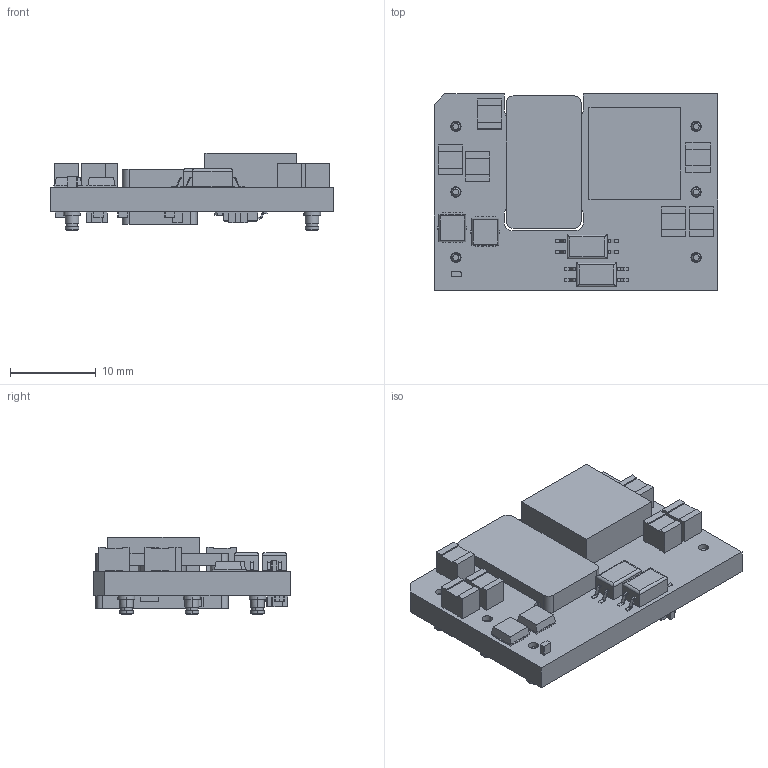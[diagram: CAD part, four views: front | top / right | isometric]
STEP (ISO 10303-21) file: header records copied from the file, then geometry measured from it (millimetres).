
FILE_DESCRIPTION(('Creo Elements/Direct Modeling STEP Export'),'2;1');
FILE_NAME('BMR673-SMD.stp','2021-03-18T16:09:04',(''),(''),'Creo Elements/Direct Modeling STEP processor for AP214 (Solid Model)','Creo Elements/Direct Modeling 20.2 28-Feb-2019 (C) Parametric Technology GmbH','');
FILE_SCHEMA(('AUTOMOTIVE_DESIGN { 1 0 10303 214 1 1 1 1 }'));
Length unit declared in the file: millimetre
Products named in the file (15): T210; SNF901066; R15; C26; BOARD_PART; X.RYN1214604.2F.2; Mosfet1; chock; Ferrite-core; C2; OP2; M1; PARTS; TVA17028P1A_31; PKUE-Refresh-SMD
Assembly tree (32 placements, depth 4):
  PKUE-Refresh-SMD
    TVA17028P1A_31
      PARTS
        SNF901066  x6
        C2  x6
        M1  x2
        OP2  x2
        Ferrite-core  x2
        chock
        C26  x3
        T210  x2
        R15  x2
        Mosfet1  x2
        X.RYN1214604.2F.2
        BOARD_PART
Bounding box: 33.02 x 22.86 x 9.04 mm (x, y, z)
Volume: 3296.7 mm3; surface area: 4063.9 mm2
Topology: 30 solids, 30 shells, 805 faces, 2039 edges, 1334 vertices
Faces by surface type: plane 599, cylinder 182, cone 24
Entity records: 11098 total; most frequent: ORIENTED_EDGE 1882, CARTESIAN_POINT 1844, DIRECTION 1716, EDGE_CURVE 941, VECTOR 740, LINE 740, VERTEX_POINT 616, AXIS2_PLACEMENT_3D 488
